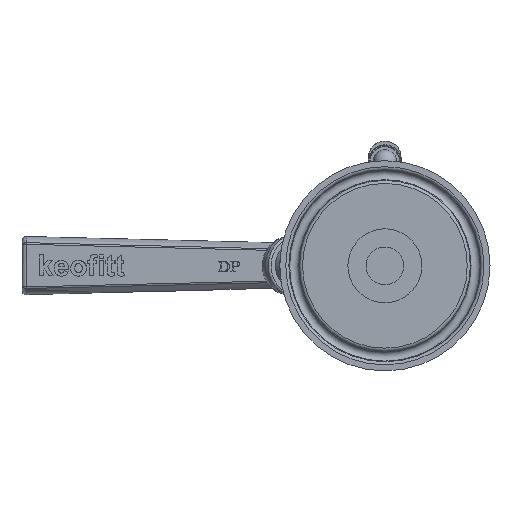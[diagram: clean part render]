
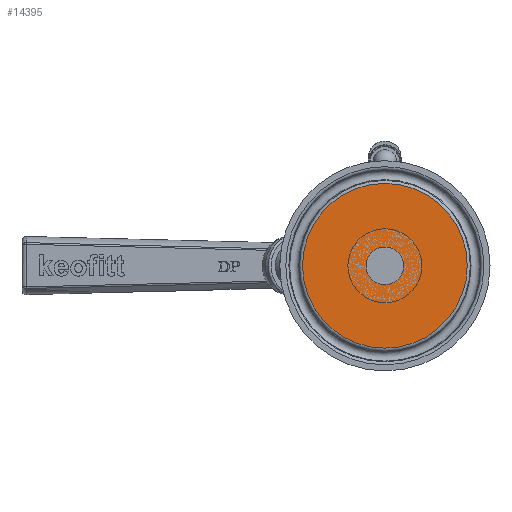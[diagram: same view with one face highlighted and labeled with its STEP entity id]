
A CAD part, front view. The second image highlights one B-rep face of the part: STEP entity #14395.
In plain terms, the highlighted planar face has unit normal (0, -1, 0).
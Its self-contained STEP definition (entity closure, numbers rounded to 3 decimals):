
#754=FACE_BOUND('',#4004,.T.);
#858=PLANE('',#15259);
#3201=FACE_OUTER_BOUND('',#4003,.T.);
#4003=EDGE_LOOP('',(#9282,#9283));
#4004=EDGE_LOOP('',(#9284,#9285));
#4923=CIRCLE('',#15255,19.747);
#4924=CIRCLE('',#15256,19.747);
#4927=CIRCLE('',#15260,4.5);
#4928=CIRCLE('',#15261,4.5);
#5655=VERTEX_POINT('',#20186);
#5656=VERTEX_POINT('',#20188);
#5658=VERTEX_POINT('',#20195);
#5659=VERTEX_POINT('',#20196);
#7115=EDGE_CURVE('',#5655,#5656,#4923,.T.);
#7116=EDGE_CURVE('',#5656,#5655,#4924,.T.);
#7119=EDGE_CURVE('',#5658,#5659,#4927,.T.);
#7120=EDGE_CURVE('',#5659,#5658,#4928,.T.);
#9282=ORIENTED_EDGE('',*,*,#7116,.F.);
#9283=ORIENTED_EDGE('',*,*,#7115,.F.);
#9284=ORIENTED_EDGE('',*,*,#7119,.T.);
#9285=ORIENTED_EDGE('',*,*,#7120,.T.);
#14395=ADVANCED_FACE('',(#3201,#754),#858,.T.);
#15255=AXIS2_PLACEMENT_3D('',#20189,#16623,#16624);
#15256=AXIS2_PLACEMENT_3D('',#20190,#16625,#16626);
#15259=AXIS2_PLACEMENT_3D('',#20194,#16631,#16632);
#15260=AXIS2_PLACEMENT_3D('',#20197,#16633,#16634);
#15261=AXIS2_PLACEMENT_3D('',#20198,#16635,#16636);
#16623=DIRECTION('center_axis',(0.,1.,0.));
#16624=DIRECTION('ref_axis',(1.,0.,0.));
#16625=DIRECTION('center_axis',(0.,1.,0.));
#16626=DIRECTION('ref_axis',(1.,0.,0.));
#16631=DIRECTION('center_axis',(0.,-1.,0.));
#16632=DIRECTION('ref_axis',(0.,0.,-1.));
#16633=DIRECTION('center_axis',(0.,1.,0.));
#16634=DIRECTION('ref_axis',(-1.,0.,0.));
#16635=DIRECTION('center_axis',(0.,1.,0.));
#16636=DIRECTION('ref_axis',(-1.,0.,0.));
#20186=CARTESIAN_POINT('',(0.,0.,-19.747));
#20188=CARTESIAN_POINT('',(-19.747,0.,0.));
#20189=CARTESIAN_POINT('Origin',(0.,0.,0.));
#20190=CARTESIAN_POINT('Origin',(0.,0.,0.));
#20194=CARTESIAN_POINT('Origin',(-12.388,0.,
0.));
#20195=CARTESIAN_POINT('',(-4.5,0.,0.));
#20196=CARTESIAN_POINT('',(0.,0.,-4.5));
#20197=CARTESIAN_POINT('Origin',(0.,0.,0.));
#20198=CARTESIAN_POINT('Origin',(0.,0.,0.));
